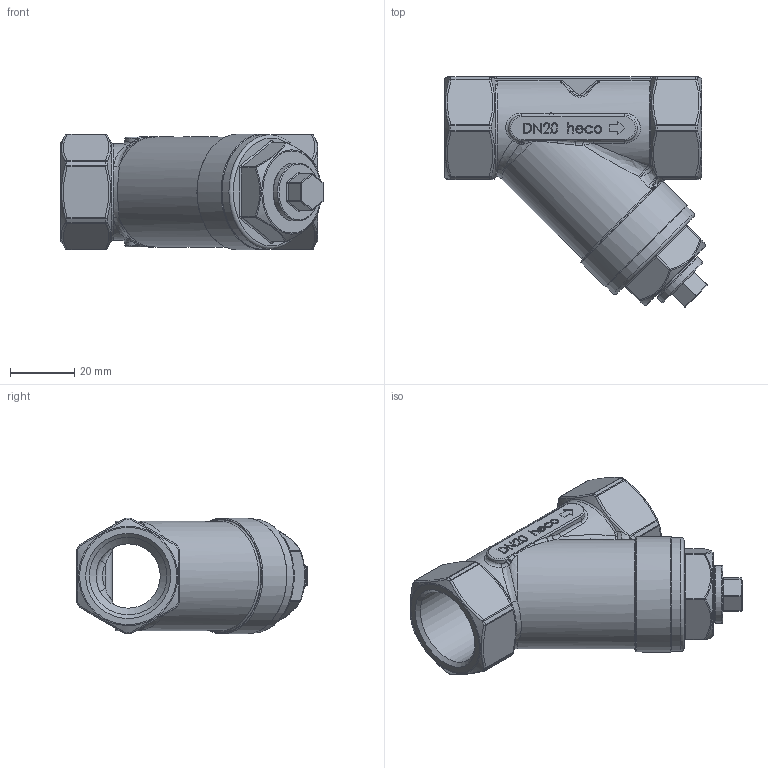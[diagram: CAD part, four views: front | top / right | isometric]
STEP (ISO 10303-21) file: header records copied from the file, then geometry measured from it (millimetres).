
FILE_DESCRIPTION (( 'STEP AP214' ), '1' );
FILE_NAME ('SF-034-000-4 Schmutzfänger heco.STEP', '2016-03-23T09:14:10', ( '' ), ( '' ), 'SwSTEP 2.0', 'SolidWorks 2011', '' );
FILE_SCHEMA (( 'AUTOMOTIVE_DESIGN' ));
Length unit declared in the file: millimetre
Products named in the file (1): SF-034-000-4 Schmutzfänger heco
Bounding box: 81.74 x 71.74 x 36 mm (x, y, z)
Volume: 77373.1 mm3; surface area: 20141.1 mm2
Topology: 1 solids, 1 shells, 724 faces, 1741 edges, 1032 vertices
Faces by surface type: bspline 299, plane 189, cylinder 108, torus 60, sphere 58, cone 10
Full cylindrical faces by diameter (mm): 16 x1, 18 x1, 20 x1, 24.12 x2, 35.5 x1, 36 x1
Entity records: 42195 total; most frequent: CARTESIAN_POINT 19621, ORIENTED_EDGE 3370, DIRECTION 2408, EDGE_CURVE 1685, VERTEX_POINT 1023, AXIS2_PLACEMENT_3D 881, EDGE_LOOP 786, FACE_OUTER_BOUND 738
